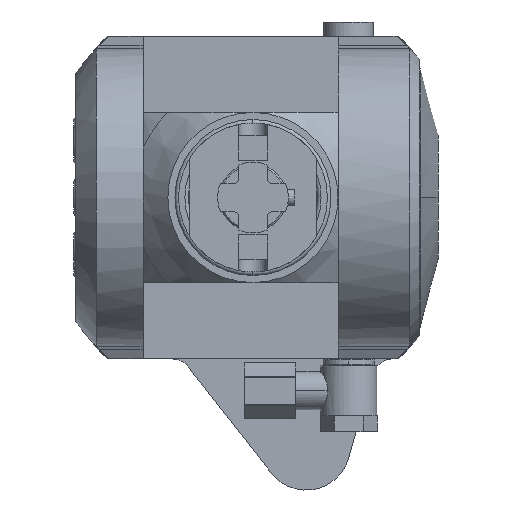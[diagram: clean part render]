
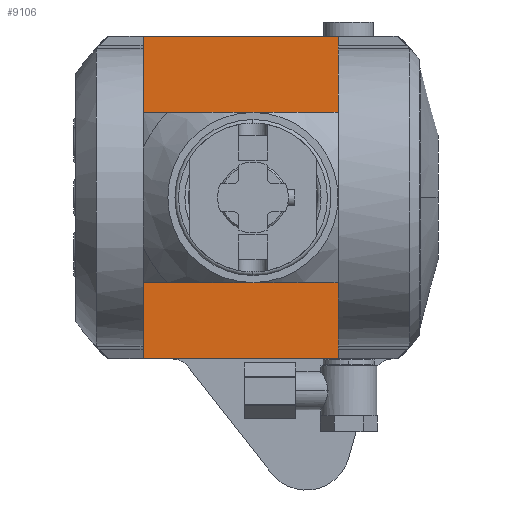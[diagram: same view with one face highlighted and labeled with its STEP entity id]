
A CAD part, left-side view. The second image highlights one B-rep face of the part: STEP entity #9106.
In plain terms, the highlighted planar face has unit normal (-1, 0, 0).
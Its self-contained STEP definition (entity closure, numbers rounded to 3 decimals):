
#1013=DIRECTION('',(0.,-1.,0.));
#1014=VECTOR('',#1013,55.);
#1015=CARTESIAN_POINT('',(-55.8,31.,45.5));
#1016=LINE('',#1015,#1014);
#1283=DIRECTION('',(0.,0.,-1.));
#1284=VECTOR('',#1283,91.);
#1285=CARTESIAN_POINT('',(-55.8,-24.,45.5));
#1286=LINE('',#1285,#1284);
#1351=DIRECTION('',(0.,1.,0.));
#1352=VECTOR('',#1351,55.);
#1353=CARTESIAN_POINT('',(-55.8,-24.,-45.5));
#1354=LINE('',#1353,#1352);
#1541=DIRECTION('',(0.,0.,-1.));
#1542=VECTOR('',#1541,91.);
#1543=CARTESIAN_POINT('',(-55.8,31.,45.5));
#1544=LINE('',#1543,#1542);
#5314=CARTESIAN_POINT('',(-55.8,-24.,45.5));
#5315=CARTESIAN_POINT('',(-55.8,-24.,-45.5));
#5316=VERTEX_POINT('',#5314);
#5317=VERTEX_POINT('',#5315);
#5318=CARTESIAN_POINT('',(-55.8,31.,45.5));
#5319=CARTESIAN_POINT('',(-55.8,31.,-45.5));
#5320=VERTEX_POINT('',#5318);
#5321=VERTEX_POINT('',#5319);
#9095=CARTESIAN_POINT('',(-55.8,-24.,57.));
#9096=DIRECTION('',(1.,0.,0.));
#9097=DIRECTION('',(0.,0.,-1.));
#9098=AXIS2_PLACEMENT_3D('',#9095,#9096,#9097);
#9099=PLANE('',#9098);
#9100=ORIENTED_EDGE('',*,*,#7280,.T.);
#9101=ORIENTED_EDGE('',*,*,#7349,.T.);
#9102=ORIENTED_EDGE('',*,*,#7546,.F.);
#9103=ORIENTED_EDGE('',*,*,#7105,.T.);
#9104=EDGE_LOOP('',(#9100,#9101,#9102,#9103));
#9105=FACE_OUTER_BOUND('',#9104,.F.);
#9106=ADVANCED_FACE('',(#9105),#9099,.F.);
#7105=EDGE_CURVE('',#5320,#5316,#1016,.T.);
#7280=EDGE_CURVE('',#5316,#5317,#1286,.T.);
#7349=EDGE_CURVE('',#5317,#5321,#1354,.T.);
#7546=EDGE_CURVE('',#5320,#5321,#1544,.T.);
